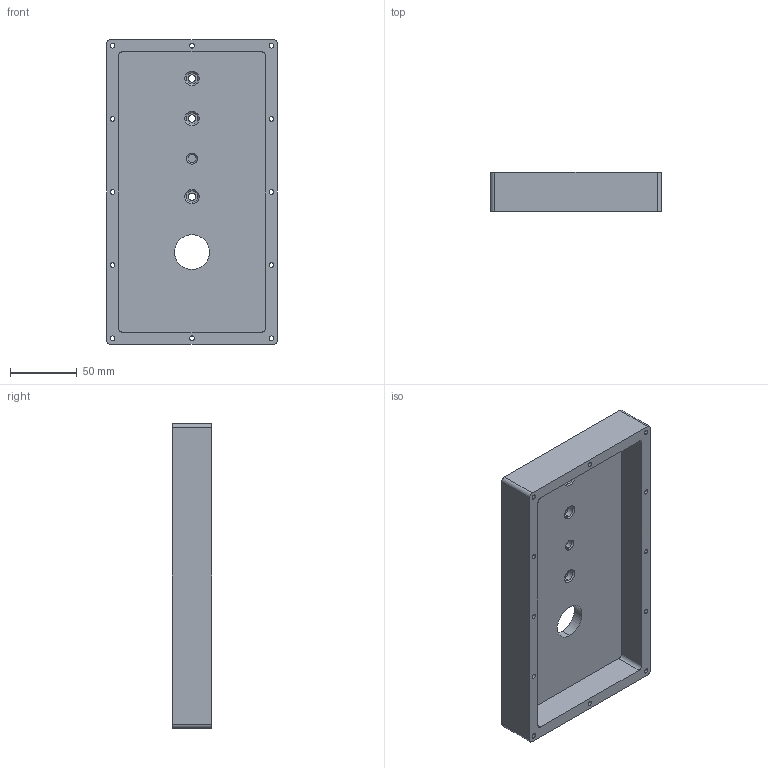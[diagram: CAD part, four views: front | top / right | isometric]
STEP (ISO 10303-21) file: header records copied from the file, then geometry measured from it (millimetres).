
FILE_DESCRIPTION (( 'STEP AP203' ), '1' );
FILE_NAME ('Gearbox body.STEP', '2021-07-31T11:50:39', ( '' ), ( '' ), 'SwSTEP 2.0', 'SolidWorks 2020', '' );
FILE_SCHEMA (( 'CONFIG_CONTROL_DESIGN' ));
Length unit declared in the file: millimetre
Products named in the file (1): Gearbox body
Bounding box: 128 x 29.5 x 228 mm (x, y, z)
Volume: 354539.4 mm3; surface area: 96899.2 mm2
Topology: 1 solids, 1 shells, 155 faces, 400 edges, 264 vertices
Faces by surface type: plane 99, cylinder 48, cone 8
Entity records: 4855 total; most frequent: CARTESIAN_POINT 820, DIRECTION 816, ORIENTED_EDGE 800, EDGE_CURVE 400, LINE 296, VECTOR 296, VERTEX_POINT 264, AXIS2_PLACEMENT_3D 260
